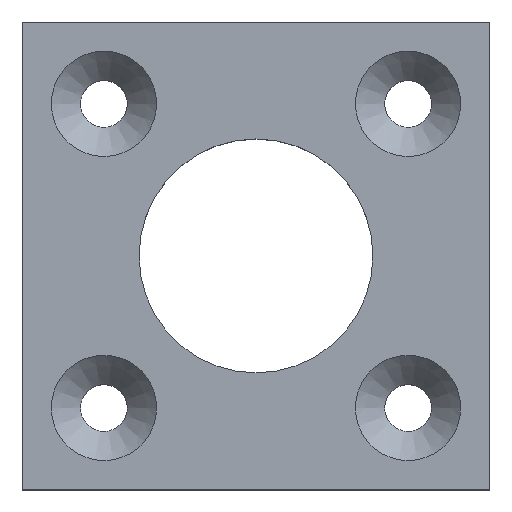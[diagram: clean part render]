
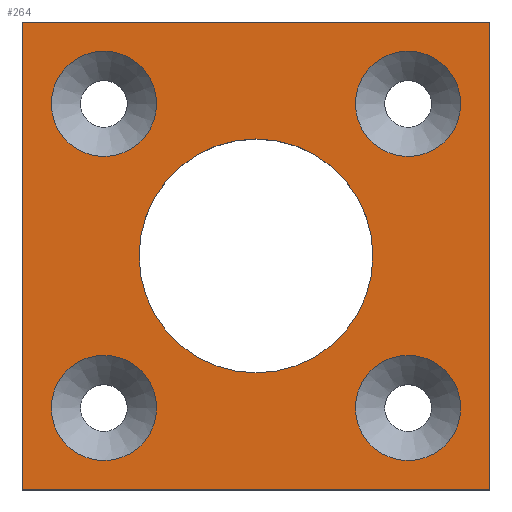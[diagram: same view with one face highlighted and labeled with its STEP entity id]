
A CAD part, top view. The second image highlights one B-rep face of the part: STEP entity #264.
In plain terms, the highlighted planar face has unit normal (0, 0, 1).
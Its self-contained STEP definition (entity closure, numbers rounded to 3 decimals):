
#20=FACE_BOUND('',#53,.T.);
#21=FACE_BOUND('',#54,.T.);
#22=FACE_BOUND('',#55,.T.);
#23=FACE_BOUND('',#56,.T.);
#24=FACE_BOUND('',#57,.T.);
#30=PLANE('',#295);
#37=FACE_OUTER_BOUND('',#52,.T.);
#52=EDGE_LOOP('',(#193,#194,#195,#196));
#53=EDGE_LOOP('',(#197));
#54=EDGE_LOOP('',(#198));
#55=EDGE_LOOP('',(#199));
#56=EDGE_LOOP('',(#200));
#57=EDGE_LOOP('',(#201));
#77=LINE('',#412,#98);
#78=LINE('',#414,#99);
#79=LINE('',#416,#100);
#80=LINE('',#417,#101);
#98=VECTOR('',#332,10.);
#99=VECTOR('',#333,10.);
#100=VECTOR('',#334,10.);
#101=VECTOR('',#335,10.);
#118=CIRCLE('',#293,4.5);
#120=CIRCLE('',#296,4.5);
#121=CIRCLE('',#297,4.5);
#122=CIRCLE('',#298,10.);
#123=CIRCLE('',#299,4.5);
#132=VERTEX_POINT('',#404);
#134=VERTEX_POINT('',#410);
#135=VERTEX_POINT('',#411);
#136=VERTEX_POINT('',#413);
#137=VERTEX_POINT('',#415);
#138=VERTEX_POINT('',#418);
#139=VERTEX_POINT('',#420);
#140=VERTEX_POINT('',#422);
#141=VERTEX_POINT('',#424);
#154=EDGE_CURVE('',#132,#132,#118,.T.);
#157=EDGE_CURVE('',#134,#135,#77,.T.);
#158=EDGE_CURVE('',#135,#136,#78,.T.);
#159=EDGE_CURVE('',#136,#137,#79,.T.);
#160=EDGE_CURVE('',#137,#134,#80,.T.);
#161=EDGE_CURVE('',#138,#138,#120,.T.);
#162=EDGE_CURVE('',#139,#139,#121,.T.);
#163=EDGE_CURVE('',#140,#140,#122,.T.);
#164=EDGE_CURVE('',#141,#141,#123,.T.);
#193=ORIENTED_EDGE('',*,*,#157,.T.);
#194=ORIENTED_EDGE('',*,*,#158,.T.);
#195=ORIENTED_EDGE('',*,*,#159,.T.);
#196=ORIENTED_EDGE('',*,*,#160,.T.);
#197=ORIENTED_EDGE('',*,*,#161,.F.);
#198=ORIENTED_EDGE('',*,*,#162,.F.);
#199=ORIENTED_EDGE('',*,*,#163,.T.);
#200=ORIENTED_EDGE('',*,*,#164,.F.);
#201=ORIENTED_EDGE('',*,*,#154,.F.);
#264=ADVANCED_FACE('',(#37,#20,#21,#22,#23,#24),#30,.T.);
#293=AXIS2_PLACEMENT_3D('',#405,#325,#326);
#295=AXIS2_PLACEMENT_3D('',#409,#330,#331);
#296=AXIS2_PLACEMENT_3D('',#419,#336,#337);
#297=AXIS2_PLACEMENT_3D('',#421,#338,#339);
#298=AXIS2_PLACEMENT_3D('',#423,#340,#341);
#299=AXIS2_PLACEMENT_3D('',#425,#342,#343);
#325=DIRECTION('center_axis',(0.,0.,1.));
#326=DIRECTION('ref_axis',(1.,0.,0.));
#330=DIRECTION('center_axis',(0.,0.,1.));
#331=DIRECTION('ref_axis',(1.,0.,0.));
#332=DIRECTION('',(0.,1.,0.));
#333=DIRECTION('',(-1.,0.,0.));
#334=DIRECTION('',(0.,-1.,0.));
#335=DIRECTION('',(1.,0.,0.));
#336=DIRECTION('center_axis',(0.,0.,1.));
#337=DIRECTION('ref_axis',(1.,0.,0.));
#338=DIRECTION('center_axis',(0.,0.,1.));
#339=DIRECTION('ref_axis',(1.,0.,0.));
#340=DIRECTION('center_axis',(0.,0.,-1.));
#341=DIRECTION('ref_axis',(1.,0.,0.));
#342=DIRECTION('center_axis',(0.,0.,1.));
#343=DIRECTION('ref_axis',(1.,0.,0.));
#404=CARTESIAN_POINT('',(8.5,13.,9.));
#405=CARTESIAN_POINT('Origin',(13.,13.,9.));
#409=CARTESIAN_POINT('Origin',(0.,0.,9.));
#410=CARTESIAN_POINT('',(20.,-20.,9.));
#411=CARTESIAN_POINT('',(20.,20.,9.));
#412=CARTESIAN_POINT('',(20.,-20.,9.));
#413=CARTESIAN_POINT('',(-20.,20.,9.));
#414=CARTESIAN_POINT('',(20.,20.,9.));
#415=CARTESIAN_POINT('',(-20.,-20.,9.));
#416=CARTESIAN_POINT('',(-20.,20.,9.));
#417=CARTESIAN_POINT('',(-20.,-20.,9.));
#418=CARTESIAN_POINT('',(8.5,-13.,9.));
#419=CARTESIAN_POINT('Origin',(13.,-13.,9.));
#420=CARTESIAN_POINT('',(-17.5,13.,9.));
#421=CARTESIAN_POINT('Origin',(-13.,13.,9.));
#422=CARTESIAN_POINT('',(-10.,0.,9.));
#423=CARTESIAN_POINT('Origin',(0.,0.,9.));
#424=CARTESIAN_POINT('',(-17.5,-13.,9.));
#425=CARTESIAN_POINT('Origin',(-13.,-13.,9.));
